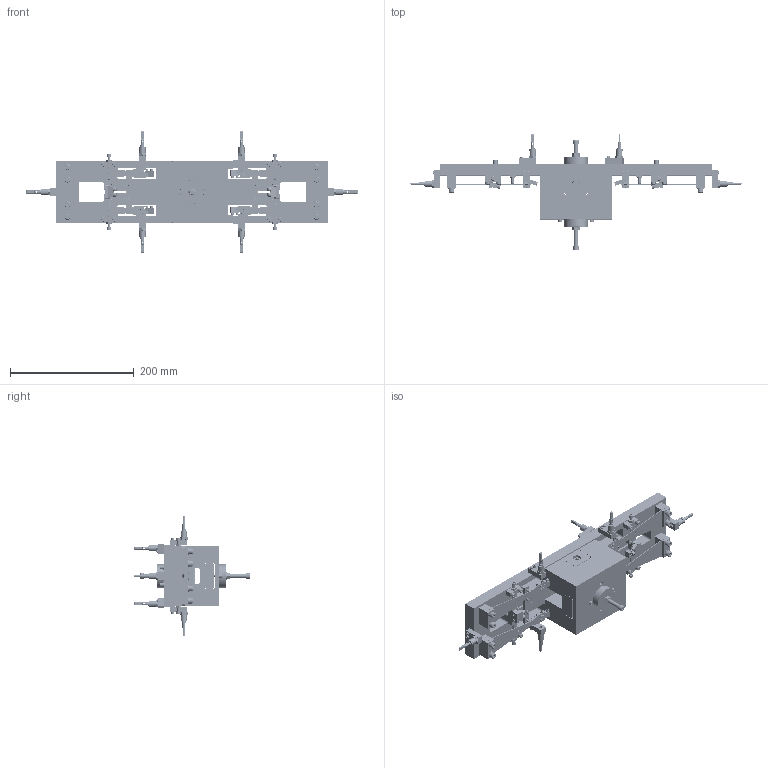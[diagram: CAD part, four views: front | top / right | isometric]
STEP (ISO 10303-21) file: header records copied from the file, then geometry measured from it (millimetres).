
FILE_DESCRIPTION (( 'STEP AP203' ), '1' );
FILE_NAME ('D070335-v6.STEP', '2012-02-21T04:18:49', ( 'Dwayne Giardina' ), ( 'Microsoft' ), 'SwSTEP 2.0', 'SolidWorks 2012', '' );
FILE_SCHEMA (( 'CONFIG_CONTROL_DESIGN' ));
Length unit declared in the file: inch
Products named in the file (49): D070335-v6; SST_Socketheadcapscrew_SHCS #4-40  X 0.25; Helicoil_#4-40 X 0.224 LONG; D070394_Advanced_LIGO_SUS_HLTS_Upper_Clamp,_Intermediate_Wire,_Outside; D070585_Advanced_LIGO_SUS_HLTS_Upper_Clamp,_Intermediate_Wire,_Inside; SST_Socketheadcapscrew_SHCS #8-32  X 0.5625; D020624_Advanced_LIGO_SUS_HLTS_Lower_Clamp,_Upper_Wire,_Outside; D020610_Advanced_LIGO_SUS_HLTS_Lower_Clamp,_Upper_Wire,_Inside; SST_Socketheadcapscrew_SHCS #8-32  X 1.125; D1100785 ALIGO, SUS NITRONIC FLAT WASHER_D1100785-281; D020652_Advanced_LIGO_SUS_HLTS_C-Clamp,_Upper_Mass; Helicoil_SCREW-LOCK 0.25-20 X 0.25 LONG; Advanced_LIGO_SUS_Additional_Mass_Disk_100g; Ag-SST_HexNut_HN .25; SST_SocketHeadCapScrew,_Fully_Threaded_SHCS 0.25-20  X 2; Helicoil_SCREW-LOCK 0.25-20 X 0.625 LONG; D1001695_Advanced_LIGO_SUS_Magnet_and_Flag_Assembly,_BOSEM; D1100573; D1100574; 92210A103_92210A103; Magnet,_MMG_MagDev_DCNI_01888N; D1001534-v1_aLIGO_SUS_Magnetic Plug, SUS; D1001697_Advanced_LIGO_SUS_HLTS_Magnet_Retainer,_BOSEM; Ag-SST_Socketheadcapscrew_SHCS #4-40  X 0.625; D1001699_Magnet_Holder,_BOSEM,_HLTS; Ag-SST_HexNut_HN No. 8; Rounded_SHCS_RSHCS #8-32  X 1.5; Ag-SST_Socketheadcapscrew_SHCS #8-32  X 1; Helicoil_#8-32 X 0.246 LONG; D020653_Advanced_LIGO_SUS_HLTS_Screwdrive_System,_Upper_Mass; Ag-SST_setscrew_0.25-20 AgSST Set Screw X 1.5 LONG; Ag-SST_setscrew_0.5-20 AgSST Set Screw X 3.5 LONG; D1001669_Advanced_LIGO_SUS_HLTS_Cylindrical_Pitch_Insert,_T-Piece,_Upper_Mass; Ag-SST_setscrew_0.25-20 AgSST Set Screw X 0.5 LONG; D030139_Advanced_LIGO_SUS_HLTS_Y-Direction_Offset,_T-Piece,_Upper_Mass; Ag-SST_Socketheadcapscrew_SHCS 0.25-20  X 1.125; D020607_Advanced_LIGO_SUS_HLTS_T-Piece,_Upper_Mass; Ag-SST_Socketheadcapscrew_SHCS 0.25-20  X 1.25; Vented_Flat_Washer_________ FLAT WASHERS NAS 620-C416L (1-4)  (OR EQUIV.); Advanced_LIGO_SUS_HLTS_Blade_Clamp,_Lower_Blade,_Outside_0.0 DEGREE ...
Assembly tree (219 placements, depth 3):
  D070335-v6
    D020605_Advanced_LIGO_SUS_HLTS_Main_Section,_Upper_Mass
    D080221_Advanced_LIGO_SUS_HLTS_Guard,_Lower_Blade  x2
    Ag-SST_Socketheadcapscrew_SHCS #4-40  X 0.375  x12
    Vented_Flat_Washer_________ FLAT WASHERS NAS 620-C4L  (OR EQUIV.)  x12
    Vented_Flat_Washer_________ FLAT WASHERS NAS 620-C8L  (OR EQUIV.)  x16
    Rounded_SHCS_Ag-RSHCS #8-32  X 1  x4
    SST_HexNut_HN No. 8  x4
    Advanced_LIGO_SUS_HLTS_Blade_Clamp,_Lower_Blade,_Inside_0.0 DEGREE  x4
    D020615_Advanced_LIGO_SUS_HLTS_Lower_Blade  x4
    Advanced_LIGO_SUS_HLTS_Blade_Clamp,_Lower_Blade,_Outside_0.0 DEGREE  x4
    Vented_Flat_Washer_________ FLAT WASHERS NAS 620-C416L (1-4)  (OR EQUIV.)  x10
    Ag-SST_Socketheadcapscrew_SHCS 0.25-20  X 1.25  x8
    D020607_Advanced_LIGO_SUS_HLTS_T-Piece,_Upper_Mass
    Ag-SST_Socketheadcapscrew_SHCS 0.25-20  X 1.125  x4
    D030139_Advanced_LIGO_SUS_HLTS_Y-Direction_Offset,_T-Piece,_Upper_Mass
    Ag-SST_setscrew_0.25-20 AgSST Set Screw X 0.5 LONG  x2
    D1001669_Advanced_LIGO_SUS_HLTS_Cylindrical_Pitch_Insert,_T-Piece,_Upper_Mass
    Ag-SST_setscrew_0.5-20 AgSST Set Screw X 3.5 LONG
    Ag-SST_setscrew_0.25-20 AgSST Set Screw X 1.5 LONG  x2
    D020653_Advanced_LIGO_SUS_HLTS_Screwdrive_System,_Upper_Mass  x4
    Helicoil_#8-32 X 0.246 LONG  x12
    Ag-SST_Socketheadcapscrew_SHCS #8-32  X 1  x8
    Rounded_SHCS_RSHCS #8-32  X 1.5  x4
    Ag-SST_HexNut_HN No. 8  x4
    D1001699_Magnet_Holder,_BOSEM,_HLTS  x9
    Ag-SST_Socketheadcapscrew_SHCS #4-40  X 0.625  x18
    D1001695_Advanced_LIGO_SUS_Magnet_and_Flag_Assembly,_BOSEM  x9
      D1001697_Advanced_LIGO_SUS_HLTS_Magnet_Retainer,_BOSEM
      D1001534-v1_aLIGO_SUS_Magnetic Plug, SUS
      Magnet,_MMG_MagDev_DCNI_01888N
      92210A103_92210A103
      D1100574
      D1100573
    Helicoil_SCREW-LOCK 0.25-20 X 0.625 LONG  x3
    SST_SocketHeadCapScrew,_Fully_Threaded_SHCS 0.25-20  X 2  x2
    Ag-SST_HexNut_HN .25  x2
    Advanced_LIGO_SUS_Additional_Mass_Disk_100g  x2
    Helicoil_SCREW-LOCK 0.25-20 X 0.25 LONG
    D020652_Advanced_LIGO_SUS_HLTS_C-Clamp,_Upper_Mass  x2
    D1100785 ALIGO, SUS NITRONIC FLAT WASHER_D1100785-281  x4
    SST_Socketheadcapscrew_SHCS #8-32  X 1.125  x4
    D020610_Advanced_LIGO_SUS_HLTS_Lower_Clamp,_Upper_Wire,_Inside  x2
    D020624_Advanced_LIGO_SUS_HLTS_Lower_Clamp,_Upper_Wire,_Outside  x2
    SST_Socketheadcapscrew_SHCS #8-32  X 0.5625  x4
    D070585_Advanced_LIGO_SUS_HLTS_Upper_Clamp,_Intermediate_Wire,_Inside  x4
    D070394_Advanced_LIGO_SUS_HLTS_Upper_Clamp,_Intermediate_Wire,_Outside  x4
    Helicoil_#4-40 X 0.224 LONG  x8
    SST_Socketheadcapscrew_SHCS #4-40  X 0.25  x8
Bounding box: 536.04 x 187.64 x 196.04 mm (x, y, z)
Volume: 1541519.4 mm3; surface area: 386980.1 mm2
Topology: 258 solids, 258 shells, 4276 faces, 9843 edges, 6226 vertices
Faces by surface type: plane 2072, cylinder 1360, cone 790, torus 38, sphere 16
Entity records: 42182 total; most frequent: CARTESIAN_POINT 6462, DIRECTION 5709, ORIENTED_EDGE 5066, EDGE_CURVE 2533, AXIS2_PLACEMENT_3D 2147, VERTEX_POINT 1628, LINE 1415, VECTOR 1415
